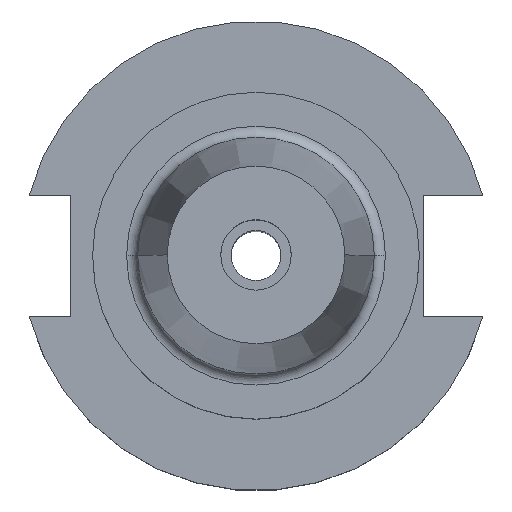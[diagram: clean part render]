
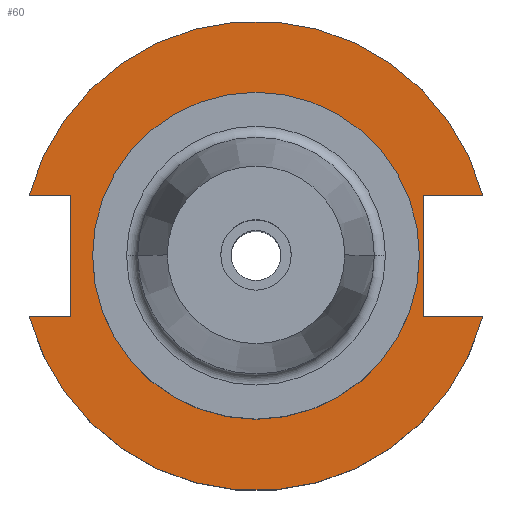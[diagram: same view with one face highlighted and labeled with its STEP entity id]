
A CAD part, top view. The second image highlights one B-rep face of the part: STEP entity #60.
In plain terms, the highlighted planar face has unit normal (0, 0, 1).
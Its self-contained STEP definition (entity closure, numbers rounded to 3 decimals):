
#41 = DIRECTION ( 'NONE',  ( 0., 0., -1. ) ) ;
#47 = ORIENTED_EDGE ( 'NONE', *, *, #1102, .T. ) ;
#60 = ADVANCED_FACE ( 'NONE', ( #350, #1323 ), #152, .F. ) ;
#105 = AXIS2_PLACEMENT_3D ( 'NONE', #447, #41, #588 ) ;
#126 = CARTESIAN_POINT ( 'NONE',  ( 0., 0., 19.05 ) ) ;
#138 = VERTEX_POINT ( 'NONE', #1006 ) ;
#150 = CARTESIAN_POINT ( 'NONE',  ( 0., 0., 19.05 ) ) ;
#152 = PLANE ( 'NONE',  #105 ) ;
#185 = EDGE_LOOP ( 'NONE', ( #1252, #241, #939, #1451, #47, #807, #223, #1123 ) ) ;
#214 = EDGE_CURVE ( 'NONE', #1154, #704, #494, .T. ) ;
#223 = ORIENTED_EDGE ( 'NONE', *, *, #886, .T. ) ;
#241 = ORIENTED_EDGE ( 'NONE', *, *, #214, .F. ) ;
#244 = CIRCLE ( 'NONE', #1040, 31.75 ) ;
#260 = DIRECTION ( 'NONE',  ( 1., 0., 0. ) ) ;
#283 = DIRECTION ( 'NONE',  ( 1., 0., 0. ) ) ;
#293 = ORIENTED_EDGE ( 'NONE', *, *, #854, .F. ) ;
#328 = AXIS2_PLACEMENT_3D ( 'NONE', #1428, #635, #1561 ) ;
#332 = VECTOR ( 'NONE', #1300, 1000. ) ;
#350 = FACE_BOUND ( 'NONE', #1033, .T. ) ;
#374 = CARTESIAN_POINT ( 'NONE',  ( 22.1, 0., 19.05 ) ) ;
#376 = LINE ( 'NONE', #1169, #332 ) ;
#392 = CIRCLE ( 'NONE', #1332, 31.75 ) ;
#400 = CARTESIAN_POINT ( 'NONE',  ( 0., 0., 19.05 ) ) ;
#415 = DIRECTION ( 'NONE',  ( 0., -1., 0. ) ) ;
#447 = CARTESIAN_POINT ( 'NONE',  ( 0., 22.1, 19.05 ) ) ;
#491 = VERTEX_POINT ( 'NONE', #722 ) ;
#494 = LINE ( 'NONE', #1476, #802 ) ;
#534 = DIRECTION ( 'NONE',  ( 1., 0., 0. ) ) ;
#538 = CARTESIAN_POINT ( 'NONE',  ( 22.606, -8.191, 19.05 ) ) ;
#569 = VECTOR ( 'NONE', #415, 1000. ) ;
#588 = DIRECTION ( 'NONE',  ( -1., 0., 0. ) ) ;
#635 = DIRECTION ( 'NONE',  ( 0., 0., 1. ) ) ;
#638 = VECTOR ( 'NONE', #1435, 1000. ) ;
#639 = CARTESIAN_POINT ( 'NONE',  ( 22.606, 8.191, 19.05 ) ) ;
#649 = EDGE_CURVE ( 'NONE', #875, #677, #376, .T. ) ;
#659 = VERTEX_POINT ( 'NONE', #374 ) ;
#677 = VERTEX_POINT ( 'NONE', #771 ) ;
#679 = VERTEX_POINT ( 'NONE', #639 ) ;
#704 = VERTEX_POINT ( 'NONE', #1430 ) ;
#717 = LINE ( 'NONE', #773, #638 ) ;
#722 = CARTESIAN_POINT ( 'NONE',  ( -22.1, 0., 19.05 ) ) ;
#771 = CARTESIAN_POINT ( 'NONE',  ( 30.675, -8.191, 19.05 ) ) ;
#773 = CARTESIAN_POINT ( 'NONE',  ( 22.606, 22.1, 19.05 ) ) ;
#802 = VECTOR ( 'NONE', #1348, 1000. ) ;
#807 = ORIENTED_EDGE ( 'NONE', *, *, #1727, .F. ) ;
#854 = EDGE_CURVE ( 'NONE', #659, #491, #1183, .T. ) ;
#871 = CARTESIAN_POINT ( 'NONE',  ( -30.675, -8.191, 19.05 ) ) ;
#875 = VERTEX_POINT ( 'NONE', #538 ) ;
#886 = EDGE_CURVE ( 'NONE', #1690, #138, #392, .T. ) ;
#889 = AXIS2_PLACEMENT_3D ( 'NONE', #400, #1327, #534 ) ;
#926 = LINE ( 'NONE', #1364, #973 ) ;
#939 = ORIENTED_EDGE ( 'NONE', *, *, #1127, .T. ) ;
#973 = VECTOR ( 'NONE', #1506, 1000. ) ;
#984 = ORIENTED_EDGE ( 'NONE', *, *, #1048, .F. ) ;
#1006 = CARTESIAN_POINT ( 'NONE',  ( -30.675, 8.191, 19.05 ) ) ;
#1033 = EDGE_LOOP ( 'NONE', ( #293, #984 ) ) ;
#1034 = CIRCLE ( 'NONE', #328, 22.1 ) ;
#1040 = AXIS2_PLACEMENT_3D ( 'NONE', #126, #1053, #260 ) ;
#1048 = EDGE_CURVE ( 'NONE', #491, #659, #1034, .T. ) ;
#1053 = DIRECTION ( 'NONE',  ( 0., 0., 1. ) ) ;
#1078 = DIRECTION ( 'NONE',  ( 0., 0., 1. ) ) ;
#1098 = DIRECTION ( 'NONE',  ( 1., 0., 0. ) ) ;
#1102 = EDGE_CURVE ( 'NONE', #875, #679, #717, .T. ) ;
#1123 = ORIENTED_EDGE ( 'NONE', *, *, #1698, .T. ) ;
#1127 = EDGE_CURVE ( 'NONE', #1154, #677, #244, .T. ) ;
#1154 = VERTEX_POINT ( 'NONE', #871 ) ;
#1169 = CARTESIAN_POINT ( 'NONE',  ( 0., -8.191, 19.05 ) ) ;
#1183 = CIRCLE ( 'NONE', #889, 22.1 ) ;
#1192 = VERTEX_POINT ( 'NONE', #1677 ) ;
#1211 = CARTESIAN_POINT ( 'NONE',  ( -25.091, 8.191, 19.05 ) ) ;
#1240 = CARTESIAN_POINT ( 'NONE',  ( 30.675, 8.191, 19.05 ) ) ;
#1252 = ORIENTED_EDGE ( 'NONE', *, *, #1394, .T. ) ;
#1286 = VECTOR ( 'NONE', #1098, 1000. ) ;
#1300 = DIRECTION ( 'NONE',  ( 1., 0., 0. ) ) ;
#1323 = FACE_OUTER_BOUND ( 'NONE', #185, .T. ) ;
#1327 = DIRECTION ( 'NONE',  ( 0., 0., 1. ) ) ;
#1332 = AXIS2_PLACEMENT_3D ( 'NONE', #150, #1078, #283 ) ;
#1348 = DIRECTION ( 'NONE',  ( 1., 0., 0. ) ) ;
#1364 = CARTESIAN_POINT ( 'NONE',  ( 0., 8.191, 19.05 ) ) ;
#1394 = EDGE_CURVE ( 'NONE', #1192, #704, #1571, .T. ) ;
#1428 = CARTESIAN_POINT ( 'NONE',  ( 0., 0., 19.05 ) ) ;
#1430 = CARTESIAN_POINT ( 'NONE',  ( -25.091, -8.191, 19.05 ) ) ;
#1435 = DIRECTION ( 'NONE',  ( 0., 1., 0. ) ) ;
#1451 = ORIENTED_EDGE ( 'NONE', *, *, #649, .F. ) ;
#1476 = CARTESIAN_POINT ( 'NONE',  ( -61.091, -8.191, 19.05 ) ) ;
#1492 = CARTESIAN_POINT ( 'NONE',  ( -61.091, 8.191, 19.05 ) ) ;
#1506 = DIRECTION ( 'NONE',  ( -1., 0., 0. ) ) ;
#1561 = DIRECTION ( 'NONE',  ( 1., 0., 0. ) ) ;
#1571 = LINE ( 'NONE', #1211, #569 ) ;
#1640 = LINE ( 'NONE', #1492, #1286 ) ;
#1677 = CARTESIAN_POINT ( 'NONE',  ( -25.091, 8.191, 19.05 ) ) ;
#1690 = VERTEX_POINT ( 'NONE', #1240 ) ;
#1698 = EDGE_CURVE ( 'NONE', #138, #1192, #1640, .T. ) ;
#1727 = EDGE_CURVE ( 'NONE', #1690, #679, #926, .T. ) ;
